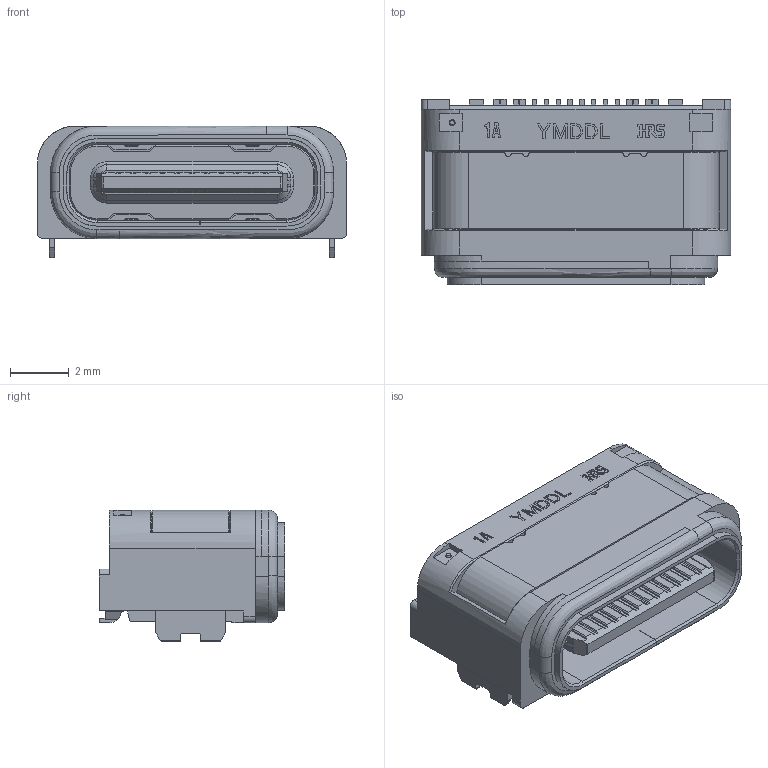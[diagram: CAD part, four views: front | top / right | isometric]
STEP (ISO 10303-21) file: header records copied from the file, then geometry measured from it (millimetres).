
FILE_DESCRIPTION (( 'STEP AP214' ), '1' );
FILE_NAME ('CX90BW-16P.STEP', '2023-11-01T11:19:01', ( '' ), ( '' ), 'SwSTEP 2.0', 'SolidWorks 2023', '' );
FILE_SCHEMA (( 'AUTOMOTIVE_DESIGN' ));
Length unit declared in the file: millimetre
Products named in the file (3): CX90BW-16P; CX90BW-16P_WATERPROOF__20210910.ASM; CX90BW
Assembly tree (2 placements, depth 3):
  CX90BW-16P
    CX90BW-16P_WATERPROOF__20210910.ASM
      CX90BW
Bounding box: 10.5 x 6.3 x 4.47 mm (x, y, z)
Volume: 150.9 mm3; surface area: 496.3 mm2
Topology: 1 solids, 1 shells, 902 faces, 2534 edges, 1651 vertices
Faces by surface type: plane 632, cylinder 218, cone 30, bspline 22
Entity records: 39969 total; most frequent: CARTESIAN_POINT 7237, ORIENTED_EDGE 5068, DIRECTION 4332, EDGE_CURVE 2534, VECTOR 1982, LINE 1982, VERTEX_POINT 1651, AXIS2_PLACEMENT_3D 1175
